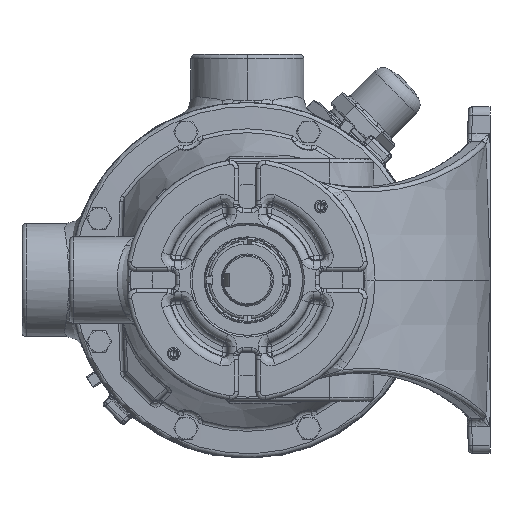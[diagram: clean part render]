
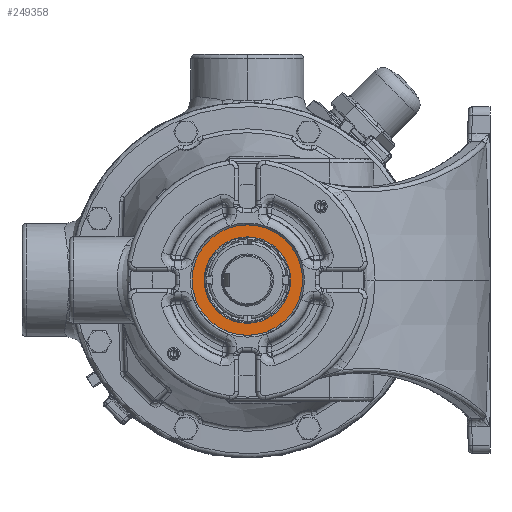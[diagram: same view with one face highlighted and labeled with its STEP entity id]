
A CAD part, left-side view. The second image highlights one B-rep face of the part: STEP entity #249358.
In plain terms, the highlighted planar face has unit normal (-1, 0, 0).
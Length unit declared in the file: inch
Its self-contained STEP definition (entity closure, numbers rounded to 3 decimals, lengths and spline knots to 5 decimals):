
#2566 = AXIS2_PLACEMENT_3D ( 'NONE', #97512, #101133, #246416 ) ;
#5435 = DIRECTION ( 'NONE',  ( 0., 0., -1. ) ) ;
#22756 = FACE_BOUND ( 'NONE', #258934, .T. ) ;
#38904 = EDGE_CURVE ( 'NONE', #101441, #172227, #130672, .T. ) ;
#39588 = EDGE_CURVE ( 'NONE', #188532, #234070, #182651, .T. ) ;
#43280 = CARTESIAN_POINT ( 'NONE',  ( -11.73034, 0., 1.59375 ) ) ;
#48259 = CARTESIAN_POINT ( 'NONE',  ( -11.73034, 0., 0. ) ) ;
#49357 = CARTESIAN_POINT ( 'NONE',  ( -11.73034, 0., 0. ) ) ;
#66436 = ORIENTED_EDGE ( 'NONE', *, *, #39588, .T. ) ;
#69140 = DIRECTION ( 'NONE',  ( 0., 0., -1. ) ) ;
#70089 = ORIENTED_EDGE ( 'NONE', *, *, #250112, .T. ) ;
#70246 = DIRECTION ( 'NONE',  ( 0., 0., -1. ) ) ;
#71407 = FACE_OUTER_BOUND ( 'NONE', #157279, .T. ) ;
#71670 = ORIENTED_EDGE ( 'NONE', *, *, #38904, .T. ) ;
#91538 = DIRECTION ( 'NONE',  ( 1., 0., 0. ) ) ;
#97512 = CARTESIAN_POINT ( 'NONE',  ( -11.73034, 1.19, 0. ) ) ;
#98402 = AXIS2_PLACEMENT_3D ( 'NONE', #215876, #91538, #236807 ) ;
#101133 = DIRECTION ( 'NONE',  ( 1., 0., 0. ) ) ;
#101441 = VERTEX_POINT ( 'NONE', #149386 ) ;
#106640 = CARTESIAN_POINT ( 'NONE',  ( -11.73034, 0., -1.59375 ) ) ;
#129685 = DIRECTION ( 'NONE',  ( -1., 0., 0. ) ) ;
#130672 = CIRCLE ( 'NONE', #232634, 1.24794 ) ;
#135334 = EDGE_CURVE ( 'NONE', #234070, #188532, #192251, .T. ) ;
#149386 = CARTESIAN_POINT ( 'NONE',  ( -11.73034, 0., -1.24794 ) ) ;
#157279 = EDGE_LOOP ( 'NONE', ( #253166, #66436 ) ) ;
#162821 = PLANE ( 'NONE',  #2566 ) ;
#172227 = VERTEX_POINT ( 'NONE', #201402 ) ;
#182651 = CIRCLE ( 'NONE', #199631, 1.59375 ) ;
#188532 = VERTEX_POINT ( 'NONE', #43280 ) ;
#190992 = CIRCLE ( 'NONE', #98402, 1.24794 ) ;
#192251 = CIRCLE ( 'NONE', #211587, 1.59375 ) ;
#193532 = DIRECTION ( 'NONE',  ( -1., 0., 0. ) ) ;
#194644 = DIRECTION ( 'NONE',  ( 1., 0., 0. ) ) ;
#199631 = AXIS2_PLACEMENT_3D ( 'NONE', #48259, #193532, #69140 ) ;
#201402 = CARTESIAN_POINT ( 'NONE',  ( -11.73034, 0., 1.24794 ) ) ;
#211587 = AXIS2_PLACEMENT_3D ( 'NONE', #254198, #129685, #5435 ) ;
#215876 = CARTESIAN_POINT ( 'NONE',  ( -11.73034, 0., 0. ) ) ;
#232634 = AXIS2_PLACEMENT_3D ( 'NONE', #49357, #194644, #70246 ) ;
#234070 = VERTEX_POINT ( 'NONE', #106640 ) ;
#236807 = DIRECTION ( 'NONE',  ( 0., 0., -1. ) ) ;
#246416 = DIRECTION ( 'NONE',  ( 0., 0., -1. ) ) ;
#249358 = ADVANCED_FACE ( 'NONE', ( #71407, #22756 ), #162821, .F. ) ;
#250112 = EDGE_CURVE ( 'NONE', #172227, #101441, #190992, .T. ) ;
#253166 = ORIENTED_EDGE ( 'NONE', *, *, #135334, .T. ) ;
#254198 = CARTESIAN_POINT ( 'NONE',  ( -11.73034, 0., 0. ) ) ;
#258934 = EDGE_LOOP ( 'NONE', ( #71670, #70089 ) ) ;
